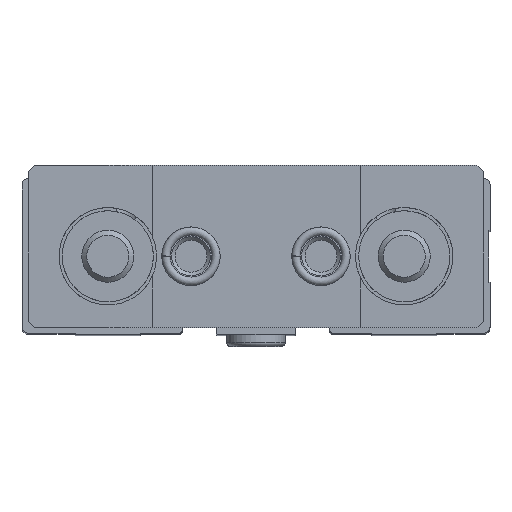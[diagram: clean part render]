
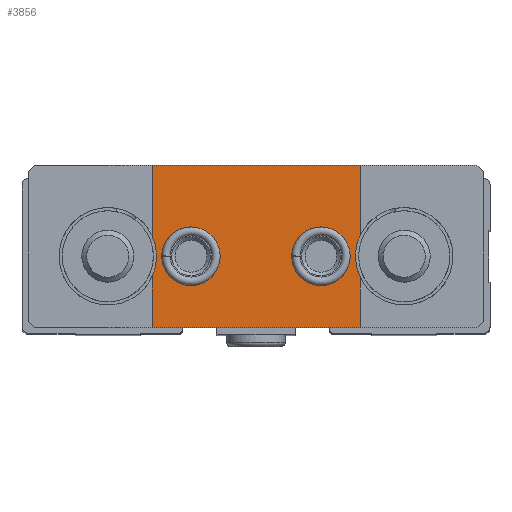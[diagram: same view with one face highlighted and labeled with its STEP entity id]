
A CAD part, top view. The second image highlights one B-rep face of the part: STEP entity #3856.
In plain terms, the highlighted planar face has unit normal (0, 0, 1).
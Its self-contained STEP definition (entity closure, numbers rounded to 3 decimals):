
#420=LINE('',#6383,#690);
#422=LINE('',#6387,#692);
#432=LINE('',#6433,#702);
#434=LINE('',#6437,#704);
#446=LINE('',#6488,#716);
#452=LINE('',#6499,#722);
#690=VECTOR('',#5225,1000.);
#692=VECTOR('',#5229,1000.);
#702=VECTOR('',#5249,1000.);
#704=VECTOR('',#5253,1000.);
#716=VECTOR('',#5279,1000.);
#722=VECTOR('',#5289,1000.);
#1465=ORIENTED_EDGE('',*,*,#2157,.F.);
#1466=ORIENTED_EDGE('',*,*,#2158,.F.);
#1467=ORIENTED_EDGE('',*,*,#2109,.T.);
#1468=ORIENTED_EDGE('',*,*,#2159,.T.);
#1469=ORIENTED_EDGE('',*,*,#2111,.T.);
#1470=ORIENTED_EDGE('',*,*,#2145,.T.);
#1471=ORIENTED_EDGE('',*,*,#2125,.T.);
#1472=ORIENTED_EDGE('',*,*,#2160,.T.);
#1473=ORIENTED_EDGE('',*,*,#2127,.T.);
#1474=ORIENTED_EDGE('',*,*,#2151,.T.);
#2109=EDGE_CURVE('',#2539,#2538,#420,.T.);
#2111=EDGE_CURVE('',#2540,#2541,#422,.T.);
#2125=EDGE_CURVE('',#2554,#2553,#432,.T.);
#2127=EDGE_CURVE('',#2555,#2556,#434,.T.);
#2145=EDGE_CURVE('',#2541,#2554,#446,.T.);
#2151=EDGE_CURVE('',#2556,#2539,#452,.T.);
#2157=EDGE_CURVE('',#2576,#2576,#2801,.T.);
#2158=EDGE_CURVE('',#2577,#2577,#2802,.T.);
#2159=EDGE_CURVE('',#2538,#2540,#2803,.F.);
#2160=EDGE_CURVE('',#2553,#2555,#2804,.F.);
#2538=VERTEX_POINT('',#6382);
#2539=VERTEX_POINT('',#6384);
#2540=VERTEX_POINT('',#6388);
#2541=VERTEX_POINT('',#6389);
#2553=VERTEX_POINT('',#6432);
#2554=VERTEX_POINT('',#6434);
#2555=VERTEX_POINT('',#6438);
#2556=VERTEX_POINT('',#6439);
#2576=VERTEX_POINT('',#6511);
#2577=VERTEX_POINT('',#6513);
#2801=CIRCLE('',#4308,4.5);
#2802=CIRCLE('',#4309,4.5);
#2803=CIRCLE('',#4310,7.5);
#2804=CIRCLE('',#4311,7.5);
#3083=EDGE_LOOP('',(#1465));
#3084=EDGE_LOOP('',(#1466));
#3085=EDGE_LOOP('',(#1467,#1468,#1469,#1470,#1471,#1472,#1473,#1474));
#3449=FACE_BOUND('',#3083,.T.);
#3450=FACE_BOUND('',#3084,.T.);
#3451=FACE_BOUND('',#3085,.T.);
#3654=PLANE('',#4307);
#3856=ADVANCED_FACE('',(#3449,#3450,#3451),#3654,.T.);
#4307=AXIS2_PLACEMENT_3D('',#6509,#5297,#5298);
#4308=AXIS2_PLACEMENT_3D('',#6510,#5299,#5300);
#4309=AXIS2_PLACEMENT_3D('',#6512,#5301,#5302);
#4310=AXIS2_PLACEMENT_3D('',#6514,#5303,#5304);
#4311=AXIS2_PLACEMENT_3D('',#6515,#5305,#5306);
#5225=DIRECTION('',(0.,1.,0.));
#5229=DIRECTION('',(0.,1.,0.));
#5249=DIRECTION('',(0.,-1.,0.));
#5253=DIRECTION('',(0.,-1.,0.));
#5279=DIRECTION('',(-1.,0.,0.));
#5289=DIRECTION('',(1.,0.,0.));
#5297=DIRECTION('',(0.,0.,1.));
#5298=DIRECTION('',(1.,0.,0.));
#5299=DIRECTION('',(0.,0.,1.));
#5300=DIRECTION('',(1.,0.,0.));
#5301=DIRECTION('',(0.,0.,1.));
#5302=DIRECTION('',(1.,0.,0.));
#5303=DIRECTION('',(0.,0.,1.));
#5304=DIRECTION('',(1.,0.,0.));
#5305=DIRECTION('',(0.,0.,1.));
#5306=DIRECTION('',(1.,0.,0.));
#6382=CARTESIAN_POINT('',(16.,-3.164,22.));
#6383=CARTESIAN_POINT('',(16.,0.,22.));
#6384=CARTESIAN_POINT('',(16.,-11.,22.));
#6387=CARTESIAN_POINT('',(16.,0.,22.));
#6388=CARTESIAN_POINT('',(16.,3.164,22.));
#6389=CARTESIAN_POINT('',(16.,14.,22.));
#6432=CARTESIAN_POINT('',(-16.,3.164,22.));
#6433=CARTESIAN_POINT('',(-16.,0.,22.));
#6434=CARTESIAN_POINT('',(-16.,14.,22.));
#6437=CARTESIAN_POINT('',(-16.,0.,22.));
#6438=CARTESIAN_POINT('',(-16.,-3.164,22.));
#6439=CARTESIAN_POINT('',(-16.,-11.,22.));
#6488=CARTESIAN_POINT('',(35.,14.,22.));
#6499=CARTESIAN_POINT('',(-35.,-11.,22.));
#6509=CARTESIAN_POINT('',(0.,0.,22.));
#6510=CARTESIAN_POINT('',(-10.,0.,22.));
#6511=CARTESIAN_POINT('',(-5.5,0.,22.));
#6512=CARTESIAN_POINT('',(10.,0.,22.));
#6513=CARTESIAN_POINT('',(14.5,0.,22.));
#6514=CARTESIAN_POINT('',(22.8,0.,22.));
#6515=CARTESIAN_POINT('',(-22.8,0.,22.));
